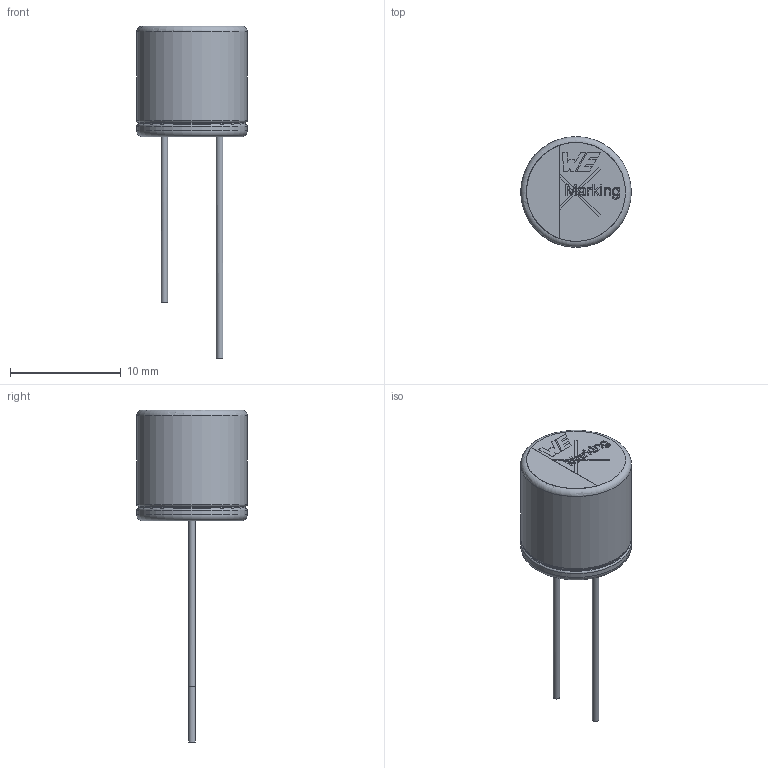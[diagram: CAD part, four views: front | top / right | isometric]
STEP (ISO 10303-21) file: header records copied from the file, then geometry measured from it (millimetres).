
FILE_DESCRIPTION(/* description */ ('Unknown','CAx-IF Rec.Pracs.---Representation and Presentation of Product Manufacturing Information (PMI)---4.0---2014-10-13','CAx-IF Rec.Pracs.---3D Tessellated Geometry---0.4---2014-09-14','2;1'),/* implementation_level */ '2;1');
FILE_NAME(/* name */ '10x10x5x0.6',/* time_stamp */ '2023-02-13T13:22:29+08:00',/* author */ ('Unknown'),/* organization */ ('Unknown'),/* preprocessor_version */ 'ST-DEVELOPER v16.7',/* originating_system */ 'Solid Edge',/* authorisation */ 'Unknown');
FILE_SCHEMA (('AP242_MANAGED_MODEL_BASED_3D_ENGINEERING_MIM_LF { 1 0 10303 442 1 1 4 }'));
Length unit declared in the file: millimetre
Products named in the file (1): 10x10x5x0.6
Bounding box: 10 x 10 x 30 mm (x, y, z)
Volume: 774.4 mm3; surface area: 1471.5 mm2
Topology: 3 solids, 3 shells, 191 faces, 462 edges, 299 vertices
Faces by surface type: plane 131, cylinder 26, torus 18, bspline 16
Full cylindrical faces by diameter (mm): 0.6 x2, 1.111 x1, 1.389 x1, 2.222 x1, 2.5 x1, 3.889 x1, 4.167 x1, 5.833 x1, 6.667 x1, 6.944 x1, 7.222 x1, 8.278 x1, 8.954 x1, 9.449 x1, 9.469 x1, 9.669 x1, 9.78 x2, 9.8 x2, 10 x2
Entity records: 7263 total; most frequent: CARTESIAN_POINT 1962, ORIENTED_EDGE 834, DIRECTION 700, EDGE_CURVE 417, VERTEX_POINT 296, EDGE_LOOP 255, FACE_BOUND 255, AXIS2_PLACEMENT_3D 241
